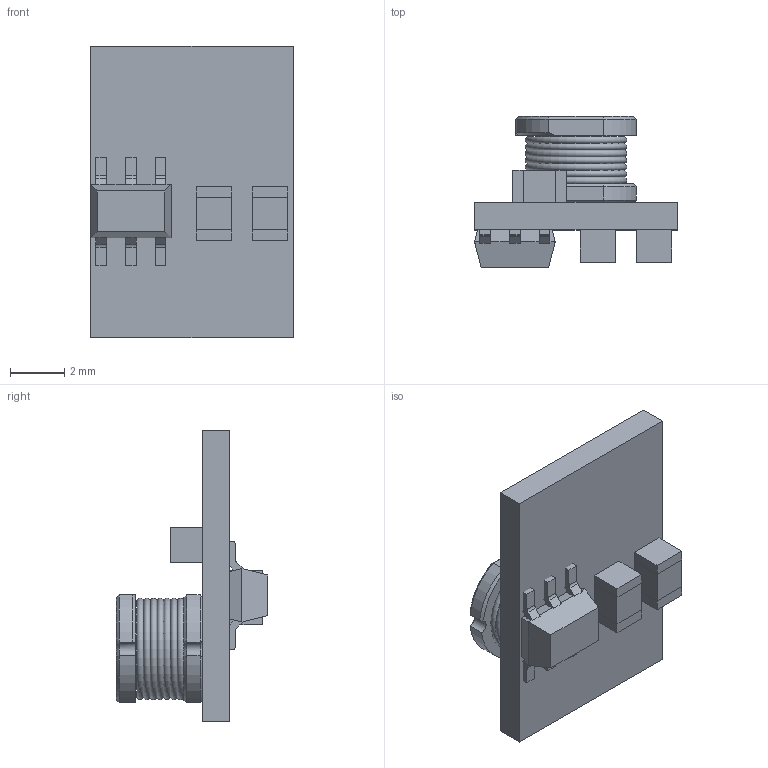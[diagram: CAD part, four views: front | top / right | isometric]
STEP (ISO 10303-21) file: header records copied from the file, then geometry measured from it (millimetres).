
FILE_DESCRIPTION(/* description */ (''),/* implementation_level */ '2;1');
FILE_NAME(/* name */ 'stepdown.step',/* time_stamp */ '2020-05-05T16:44:56+02:00',/* author */ (''),/* organization */ (''),/* preprocessor_version */ 'ST-DEVELOPER v18.1',/* originating_system */ 'Autodesk Translation Framework v9.2.0.1227',/* authorisation */ '');
FILE_SCHEMA (('AUTOMOTIVE_DESIGN { 1 0 10303 214 3 1 1 }'));
Length unit declared in the file: millimetre
Products named in the file (5): stepdown; PCB, DD0503MA ULTRA MINI DC 3.7V 4.5V 5V TO 3; 6R8 SMD INDUCTOR, DD0503MA ULTRA MINI DC 3.7V 4.5V 5V TO 3; SMD RESISTOR, DD0503MA ULTRA MINI DC 3.7V 4.5V 5V TO 3; MICRO REG, DD0503MA ULTRA MINI DC 3.7V 4.5V 5V TO 3
Assembly tree (6 placements, depth 2):
  stepdown
    PCB, DD0503MA ULTRA MINI DC 3.7V 4.5V 5V TO 3
    SMD RESISTOR, DD0503MA ULTRA MINI DC 3.7V 4.5V 5V TO 3  x3
    6R8 SMD INDUCTOR, DD0503MA ULTRA MINI DC 3.7V 4.5V 5V TO 3
    MICRO REG, DD0503MA ULTRA MINI DC 3.7V 4.5V 5V TO 3
Bounding box: 7.5 x 5.6 x 10.8 mm (x, y, z)
Volume: 135.4 mm3; surface area: 427.8 mm2
Topology: 19 solids, 19 shells, 179 faces, 426 edges, 273 vertices
Faces by surface type: plane 126, cylinder 25, cone 21, torus 7
Full cylindrical faces by diameter (mm): 3 x1
Entity records: 4486 total; most frequent: CARTESIAN_POINT 827, DIRECTION 722, ORIENTED_EDGE 708, EDGE_CURVE 354, AXIS2_PLACEMENT_3D 242, LINE 238, VECTOR 238, VERTEX_POINT 225
